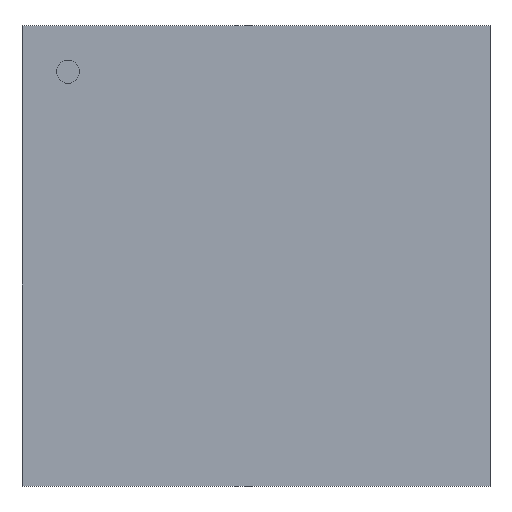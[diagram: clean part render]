
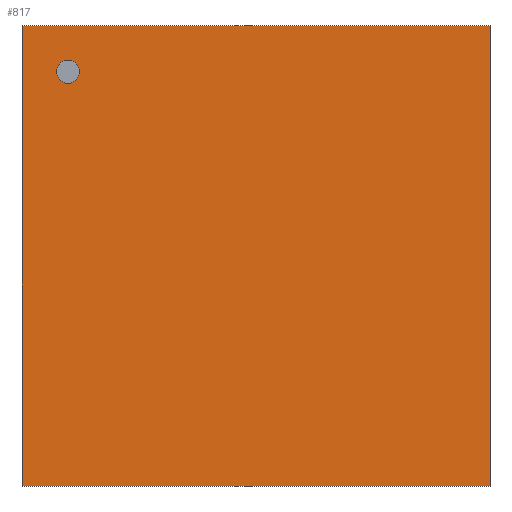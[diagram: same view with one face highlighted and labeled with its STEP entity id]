
A CAD part, top view. The second image highlights one B-rep face of the part: STEP entity #817.
In plain terms, the highlighted planar face has unit normal (0, 0, 1).
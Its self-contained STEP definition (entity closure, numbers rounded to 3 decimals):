
#593=CARTESIAN_POINT('',(1.638,-1.613,0.686));
#592=VERTEX_POINT('',#593);
#603=CARTESIAN_POINT('',(-1.638,-1.613,0.686));
#602=VERTEX_POINT('',#603);
#601=EDGE_CURVE('',#602,#592,#606,.T.);
#606=LINE('',#603,#608);
#608=VECTOR('',#609,3.277);
#609=DIRECTION('',(1.0,0.0,0.0));
#642=CARTESIAN_POINT('',(1.638,1.613,0.686));
#641=VERTEX_POINT('',#642);
#650=EDGE_CURVE('',#592,#641,#655,.T.);
#655=LINE('',#593,#657);
#657=VECTOR('',#658,3.226);
#658=DIRECTION('',(0.0,1.0,0.0));
#691=CARTESIAN_POINT('',(-1.638,1.613,0.686));
#690=VERTEX_POINT('',#691);
#699=EDGE_CURVE('',#641,#690,#704,.T.);
#704=LINE('',#642,#706);
#706=VECTOR('',#707,3.277);
#707=DIRECTION('',(-1.0,0.0,0.0));
#748=EDGE_CURVE('',#690,#602,#753,.T.);
#753=LINE('',#691,#755);
#755=VECTOR('',#756,3.226);
#756=DIRECTION('',(0.0,-1.0,0.0));
#817=ADVANCED_FACE('',(#823),#818,.T.);
#818=PLANE('',#819);
#819=AXIS2_PLACEMENT_3D('',#820,#821,#822);
#820=CARTESIAN_POINT('',(-1.638,-1.613,0.686));
#821=DIRECTION('',(0.0,0.0,1.0));
#822=DIRECTION('',(0.,1.,0.));
#823=FACE_OUTER_BOUND('',#824,.T.);
#824=EDGE_LOOP('',(#825,#835,#845,#855));
#825=ORIENTED_EDGE('',*,*,#601,.T.);
#835=ORIENTED_EDGE('',*,*,#650,.T.);
#845=ORIENTED_EDGE('',*,*,#699,.T.);
#855=ORIENTED_EDGE('',*,*,#748,.T.);
